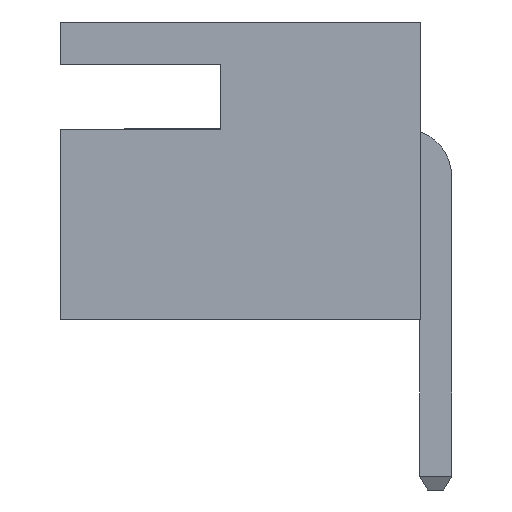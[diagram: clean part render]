
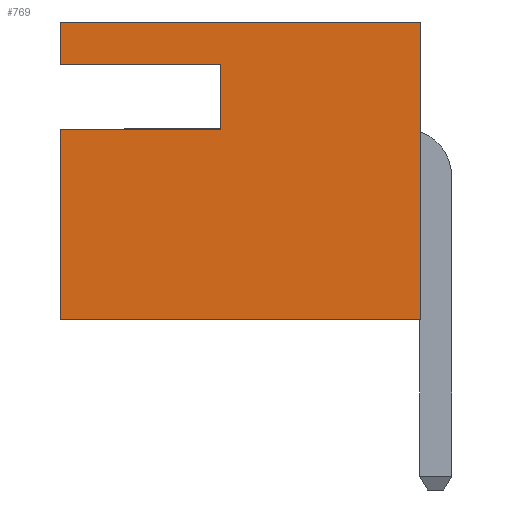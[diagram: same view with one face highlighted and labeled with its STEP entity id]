
A CAD part, left-side view. The second image highlights one B-rep face of the part: STEP entity #769.
In plain terms, the highlighted planar face has unit normal (-1, 0, 0).
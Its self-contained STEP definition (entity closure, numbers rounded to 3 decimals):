
#769=ADVANCED_FACE('',(#1526),#1528,.T.);
#1526=FACE_BOUND('',#1527,.T.);
#1527=EDGE_LOOP('',(#2142,#2143,#2144,#2145,#2146,#2147,#2148,#2149));
#1528=PLANE('',#1529);
#1529=AXIS2_PLACEMENT_3D('',#1530,#1531,#1532);
#1530=CARTESIAN_POINT('',(-2.55,0.,0.));
#1531=DIRECTION('',(-1.,0.,0.));
#1532=DIRECTION('',(0.,0.,-1.));
#2142=ORIENTED_EDGE('',*,*,#2549,.T.);
#2143=ORIENTED_EDGE('',*,*,#2550,.T.);
#2144=ORIENTED_EDGE('',*,*,#2447,.T.);
#2145=ORIENTED_EDGE('',*,*,#2551,.T.);
#2146=ORIENTED_EDGE('',*,*,#2413,.T.);
#2147=ORIENTED_EDGE('',*,*,#2548,.T.);
#2148=ORIENTED_EDGE('',*,*,#2552,.T.);
#2149=ORIENTED_EDGE('',*,*,#2553,.T.);
#2413=EDGE_CURVE('',#2716,#2714,#2717,.T.);
#2447=EDGE_CURVE('',#2776,#2774,#2777,.T.);
#2548=EDGE_CURVE('',#2714,#2930,#2932,.T.);
#2549=EDGE_CURVE('',#2933,#2934,#2935,.F.);
#2550=EDGE_CURVE('',#2934,#2776,#2936,.T.);
#2551=EDGE_CURVE('',#2774,#2716,#2937,.T.);
#2552=EDGE_CURVE('',#2930,#2938,#2939,.F.);
#2553=EDGE_CURVE('',#2938,#2933,#2940,.F.);
#2714=VERTEX_POINT('',#3225);
#2716=VERTEX_POINT('',#3229);
#2717=LINE('',#3230,#3231);
#2774=VERTEX_POINT('',#3353);
#2776=VERTEX_POINT('',#3357);
#2777=LINE('',#3358,#3359);
#2930=VERTEX_POINT('',#3711);
#2932=LINE('',#3715,#3716);
#2933=VERTEX_POINT('',#3718);
#2934=VERTEX_POINT('',#3719);
#2935=LINE('',#3720,#3721);
#2936=LINE('',#3723,#3724);
#2937=LINE('',#3726,#3727);
#2938=VERTEX_POINT('',#3729);
#2939=LINE('',#3730,#3731);
#2940=LINE('',#3733,#3734);
#3225=CARTESIAN_POINT('',(-2.55,7.5,5.95));
#3229=CARTESIAN_POINT('',(-2.55,0.3,5.95));
#3230=CARTESIAN_POINT('',(-2.55,0.3,5.95));
#3231=VECTOR('',#3232,1.);
#3232=DIRECTION('',(0.,1.,0.));
#3353=CARTESIAN_POINT('',(-2.55,0.3,0.));
#3357=CARTESIAN_POINT('',(-2.55,7.5,0.));
#3358=CARTESIAN_POINT('',(-2.55,7.5,0.));
#3359=VECTOR('',#3360,1.);
#3360=DIRECTION('',(0.,-1.,0.));
#3711=CARTESIAN_POINT('',(-2.55,7.5,5.1));
#3715=CARTESIAN_POINT('',(-2.55,7.5,5.95));
#3716=VECTOR('',#3717,1.);
#3717=DIRECTION('',(0.,0.,-1.));
#3718=CARTESIAN_POINT('',(-2.55,4.3,3.8));
#3719=CARTESIAN_POINT('',(-2.55,7.5,3.8));
#3720=CARTESIAN_POINT('',(-2.55,7.5,3.8));
#3721=VECTOR('',#3722,1.);
#3722=DIRECTION('',(0.,-1.,0.));
#3723=CARTESIAN_POINT('',(-2.55,7.5,3.8));
#3724=VECTOR('',#3725,1.);
#3725=DIRECTION('',(0.,0.,-1.));
#3726=CARTESIAN_POINT('',(-2.55,0.3,0.));
#3727=VECTOR('',#3728,1.);
#3728=DIRECTION('',(0.,0.,1.));
#3729=CARTESIAN_POINT('',(-2.55,4.3,5.1));
#3730=CARTESIAN_POINT('',(-2.55,4.3,5.1));
#3731=VECTOR('',#3732,1.);
#3732=DIRECTION('',(0.,1.,0.));
#3733=CARTESIAN_POINT('',(-2.55,4.3,3.8));
#3734=VECTOR('',#3735,1.);
#3735=DIRECTION('',(0.,0.,1.));
